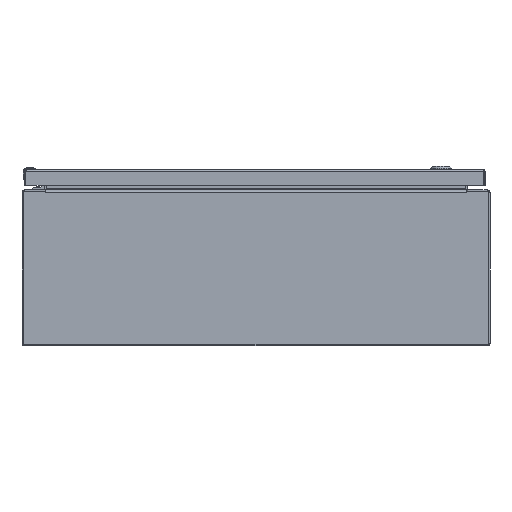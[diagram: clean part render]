
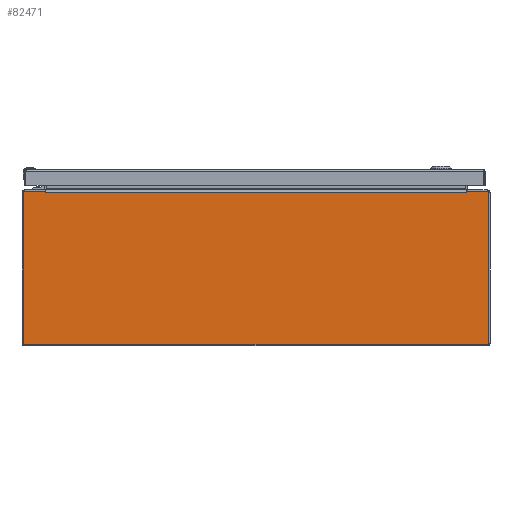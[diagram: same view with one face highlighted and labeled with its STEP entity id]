
A CAD part, front view. The second image highlights one B-rep face of the part: STEP entity #82471.
In plain terms, the highlighted planar face has unit normal (0, -1, 0).
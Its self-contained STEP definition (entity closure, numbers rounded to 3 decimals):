
#175 = CARTESIAN_POINT ( 'NONE',  ( -10.798, -16., 3.855 ) ) ;
#786 = CARTESIAN_POINT ( 'NONE',  ( 0., -16., 0. ) ) ;
#2197 = CIRCLE ( 'NONE', #71551, 0.08 ) ;
#5050 = VECTOR ( 'NONE', #67662, 39.37 ) ;
#5748 = LINE ( 'NONE', #43595, #89496 ) ;
#7472 = ORIENTED_EDGE ( 'NONE', *, *, #11167, .T. ) ;
#7762 = VERTEX_POINT ( 'NONE', #41610 ) ;
#8397 = ORIENTED_EDGE ( 'NONE', *, *, #96326, .F. ) ;
#9591 = DIRECTION ( 'NONE',  ( 0., 1., 0. ) ) ;
#9870 = DIRECTION ( 'NONE',  ( 0., 0., -1. ) ) ;
#10642 = ORIENTED_EDGE ( 'NONE', *, *, #28912, .T. ) ;
#11167 = EDGE_CURVE ( 'NONE', #83656, #29093, #97182, .T. ) ;
#11292 = FACE_OUTER_BOUND ( 'NONE', #18899, .T. ) ;
#14996 = CARTESIAN_POINT ( 'NONE',  ( -11.857, -16., 3.857 ) ) ;
#16442 = ORIENTED_EDGE ( 'NONE', *, *, #44939, .T. ) ;
#16997 = VERTEX_POINT ( 'NONE', #114570 ) ;
#17098 = CARTESIAN_POINT ( 'NONE',  ( 10.814, -16., 3.855 ) ) ;
#18899 = EDGE_LOOP ( 'NONE', ( #36534, #116511, #104811, #19955, #82830, #28957, #24526, #41620, #8397, #121784, #42702, #16442, #7472, #10642 ) ) ;
#19024 = CARTESIAN_POINT ( 'NONE',  ( -11.857, -16., 3.937 ) ) ;
#19651 = VERTEX_POINT ( 'NONE', #19024 ) ;
#19892 = CARTESIAN_POINT ( 'NONE',  ( 11.937, -16., -3.857 ) ) ;
#19955 = ORIENTED_EDGE ( 'NONE', *, *, #72752, .F. ) ;
#20244 = CARTESIAN_POINT ( 'NONE',  ( 0., -16., 3.855 ) ) ;
#20667 = EDGE_CURVE ( 'NONE', #116289, #45676, #86799, .T. ) ;
#20885 = EDGE_CURVE ( 'NONE', #101112, #85274, #5748, .T. ) ;
#21315 = VECTOR ( 'NONE', #24139, 39.37 ) ;
#22559 = VERTEX_POINT ( 'NONE', #105241 ) ;
#23598 = VERTEX_POINT ( 'NONE', #102023 ) ;
#24139 = DIRECTION ( 'NONE',  ( -1., 0., 0. ) ) ;
#24181 = CIRCLE ( 'NONE', #55920, 0.08 ) ;
#24526 = ORIENTED_EDGE ( 'NONE', *, *, #20667, .F. ) ;
#28392 = CARTESIAN_POINT ( 'NONE',  ( 0., -16., 3.937 ) ) ;
#28912 = EDGE_CURVE ( 'NONE', #29093, #16997, #48776, .T. ) ;
#28957 = ORIENTED_EDGE ( 'NONE', *, *, #113005, .F. ) ;
#29093 = VERTEX_POINT ( 'NONE', #70433 ) ;
#29787 = AXIS2_PLACEMENT_3D ( 'NONE', #113209, #9591, #38108 ) ;
#29796 = LINE ( 'NONE', #41548, #5050 ) ;
#30527 = EDGE_CURVE ( 'NONE', #104661, #19651, #52640, .T. ) ;
#30776 = EDGE_CURVE ( 'NONE', #23598, #101786, #29796, .T. ) ;
#33595 = VECTOR ( 'NONE', #9870, 39.37 ) ;
#34346 = CARTESIAN_POINT ( 'NONE',  ( 11.857, -16., 3.857 ) ) ;
#34960 = DIRECTION ( 'NONE',  ( 0., 0., -1. ) ) ;
#36534 = ORIENTED_EDGE ( 'NONE', *, *, #99843, .F. ) ;
#36772 = DIRECTION ( 'NONE',  ( 0., -1., 0. ) ) ;
#37981 = PLANE ( 'NONE',  #87437 ) ;
#38108 = DIRECTION ( 'NONE',  ( 0., 0., -1. ) ) ;
#41548 = CARTESIAN_POINT ( 'NONE',  ( 0., -16., -3.937 ) ) ;
#41610 = CARTESIAN_POINT ( 'NONE',  ( 10.798, -16., 3.855 ) ) ;
#41620 = ORIENTED_EDGE ( 'NONE', *, *, #84414, .F. ) ;
#41703 = EDGE_CURVE ( 'NONE', #121643, #104661, #46321, .T. ) ;
#42702 = ORIENTED_EDGE ( 'NONE', *, *, #100971, .T. ) ;
#43595 = CARTESIAN_POINT ( 'NONE',  ( 10.828, -16., 3.937 ) ) ;
#44939 = EDGE_CURVE ( 'NONE', #7762, #83656, #90566, .T. ) ;
#45676 = VERTEX_POINT ( 'NONE', #19892 ) ;
#46321 = LINE ( 'NONE', #84192, #90387 ) ;
#48721 = DIRECTION ( 'NONE',  ( 1., 0., 0. ) ) ;
#48776 = LINE ( 'NONE', #77317, #88146 ) ;
#49978 = DIRECTION ( 'NONE',  ( -0.174, 0., 0.985 ) ) ;
#52640 = CIRCLE ( 'NONE', #86291, 0.08 ) ;
#52713 = CARTESIAN_POINT ( 'NONE',  ( 0., -16., 3.855 ) ) ;
#52810 = CARTESIAN_POINT ( 'NONE',  ( 10.806, -16., 3.855 ) ) ;
#55396 = VECTOR ( 'NONE', #48721, 39.37 ) ;
#55920 = AXIS2_PLACEMENT_3D ( 'NONE', #58658, #96499, #97112 ) ;
#57683 = VECTOR ( 'NONE', #74971, 39.37 ) ;
#58658 = CARTESIAN_POINT ( 'NONE',  ( -11.857, -16., -3.857 ) ) ;
#58732 = VECTOR ( 'NONE', #105893, 39.37 ) ;
#62789 = DIRECTION ( 'NONE',  ( 0., 0., -1. ) ) ;
#67662 = DIRECTION ( 'NONE',  ( -1., 0., 0. ) ) ;
#68173 = CARTESIAN_POINT ( 'NONE',  ( 11.937, -16., 0. ) ) ;
#70433 = CARTESIAN_POINT ( 'NONE',  ( -10.814, -16., 3.855 ) ) ;
#71551 = AXIS2_PLACEMENT_3D ( 'NONE', #34346, #92699, #34960 ) ;
#72752 = EDGE_CURVE ( 'NONE', #101786, #121643, #24181, .T. ) ;
#74971 = DIRECTION ( 'NONE',  ( 1., 0., 0. ) ) ;
#75428 = CARTESIAN_POINT ( 'NONE',  ( 0., -16., 3.937 ) ) ;
#76050 = LINE ( 'NONE', #75428, #55396 ) ;
#77317 = CARTESIAN_POINT ( 'NONE',  ( -10.814, -16., 3.855 ) ) ;
#78772 = CARTESIAN_POINT ( 'NONE',  ( 10.828, -16., 3.937 ) ) ;
#81641 = VECTOR ( 'NONE', #119830, 39.37 ) ;
#82471 = ADVANCED_FACE ( 'NONE', ( #11292 ), #37981, .T. ) ;
#82610 = LINE ( 'NONE', #52810, #81641 ) ;
#82830 = ORIENTED_EDGE ( 'NONE', *, *, #30776, .F. ) ;
#83656 = VERTEX_POINT ( 'NONE', #175 ) ;
#84192 = CARTESIAN_POINT ( 'NONE',  ( -11.937, -16., 0. ) ) ;
#84414 = EDGE_CURVE ( 'NONE', #22559, #116289, #2197, .T. ) ;
#84727 = CARTESIAN_POINT ( 'NONE',  ( -11.937, -16., -3.857 ) ) ;
#85274 = VERTEX_POINT ( 'NONE', #17098 ) ;
#86291 = AXIS2_PLACEMENT_3D ( 'NONE', #14996, #91335, #62789 ) ;
#86799 = LINE ( 'NONE', #68173, #33595 ) ;
#87437 = AXIS2_PLACEMENT_3D ( 'NONE', #786, #36772, #96313 ) ;
#88146 = VECTOR ( 'NONE', #49978, 39.37 ) ;
#89496 = VECTOR ( 'NONE', #92624, 39.37 ) ;
#90387 = VECTOR ( 'NONE', #122013, 39.37 ) ;
#90566 = LINE ( 'NONE', #52713, #21315 ) ;
#91335 = DIRECTION ( 'NONE',  ( 0., 1., 0. ) ) ;
#92624 = DIRECTION ( 'NONE',  ( -0.174, 0., -0.985 ) ) ;
#92699 = DIRECTION ( 'NONE',  ( 0., 1., 0. ) ) ;
#96313 = DIRECTION ( 'NONE',  ( 0., 0., -1. ) ) ;
#96326 = EDGE_CURVE ( 'NONE', #101112, #22559, #76050, .T. ) ;
#96499 = DIRECTION ( 'NONE',  ( 0., 1., 0. ) ) ;
#97112 = DIRECTION ( 'NONE',  ( 0., 0., -1. ) ) ;
#97182 = LINE ( 'NONE', #20244, #58732 ) ;
#99843 = EDGE_CURVE ( 'NONE', #19651, #16997, #113400, .T. ) ;
#100971 = EDGE_CURVE ( 'NONE', #85274, #7762, #82610, .T. ) ;
#101112 = VERTEX_POINT ( 'NONE', #78772 ) ;
#101786 = VERTEX_POINT ( 'NONE', #103750 ) ;
#102023 = CARTESIAN_POINT ( 'NONE',  ( 11.857, -16., -3.937 ) ) ;
#103163 = CIRCLE ( 'NONE', #29787, 0.08 ) ;
#103750 = CARTESIAN_POINT ( 'NONE',  ( -11.857, -16., -3.937 ) ) ;
#103812 = CARTESIAN_POINT ( 'NONE',  ( -11.937, -16., 3.857 ) ) ;
#104661 = VERTEX_POINT ( 'NONE', #103812 ) ;
#104811 = ORIENTED_EDGE ( 'NONE', *, *, #41703, .F. ) ;
#105241 = CARTESIAN_POINT ( 'NONE',  ( 11.857, -16., 3.937 ) ) ;
#105893 = DIRECTION ( 'NONE',  ( -1., 0., 0. ) ) ;
#106202 = CARTESIAN_POINT ( 'NONE',  ( 11.937, -16., 3.857 ) ) ;
#113005 = EDGE_CURVE ( 'NONE', #45676, #23598, #103163, .T. ) ;
#113209 = CARTESIAN_POINT ( 'NONE',  ( 11.857, -16., -3.857 ) ) ;
#113400 = LINE ( 'NONE', #28392, #57683 ) ;
#114570 = CARTESIAN_POINT ( 'NONE',  ( -10.828, -16., 3.937 ) ) ;
#116289 = VERTEX_POINT ( 'NONE', #106202 ) ;
#116511 = ORIENTED_EDGE ( 'NONE', *, *, #30527, .F. ) ;
#119830 = DIRECTION ( 'NONE',  ( -1., 0., 0. ) ) ;
#121643 = VERTEX_POINT ( 'NONE', #84727 ) ;
#121784 = ORIENTED_EDGE ( 'NONE', *, *, #20885, .T. ) ;
#122013 = DIRECTION ( 'NONE',  ( 0., 0., 1. ) ) ;
